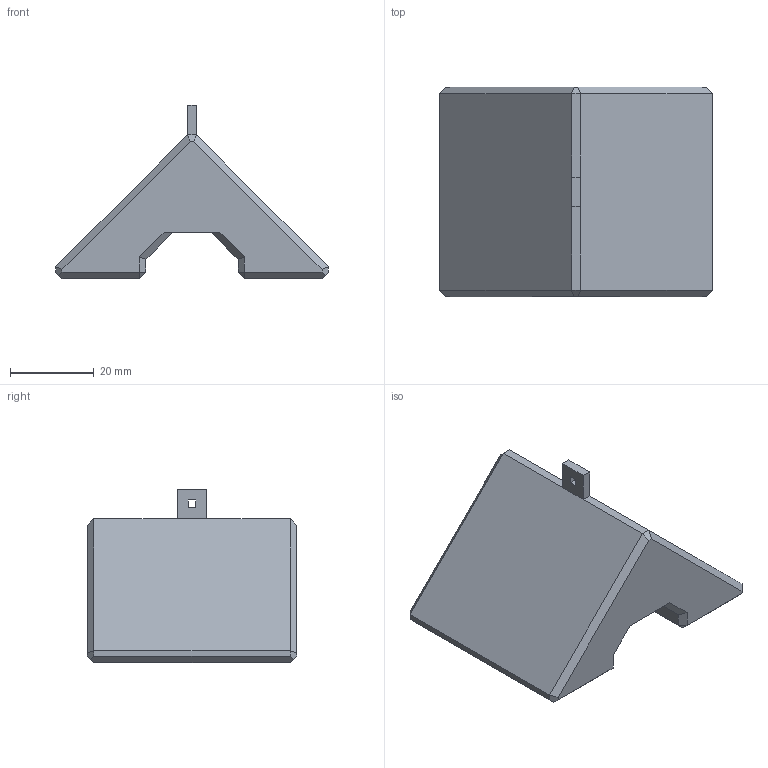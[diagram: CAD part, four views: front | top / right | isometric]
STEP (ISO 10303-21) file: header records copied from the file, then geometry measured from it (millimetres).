
FILE_DESCRIPTION (( 'STEP AP214' ), '1' );
FILE_NAME ('Cuboro_A.STEP', '2022-02-24T20:04:05', ( '' ), ( '' ), 'SwSTEP 2.0', 'SolidWorks 2019', '' );
FILE_SCHEMA (( 'AUTOMOTIVE_DESIGN' ));
Length unit declared in the file: millimetre
Products named in the file (1): Cuboro_A
Bounding box: 65.05 x 50 x 41.29 mm (x, y, z)
Volume: 51539 mm3; surface area: 10559.8 mm2
Topology: 1 solids, 1 shells, 54 faces, 128 edges, 76 vertices
Faces by surface type: plane 54
Entity records: 1526 total; most frequent: CARTESIAN_POINT 259, ORIENTED_EDGE 256, DIRECTION 238, VECTOR 128, EDGE_CURVE 128, LINE 128, VERTEX_POINT 76, EDGE_LOOP 56
